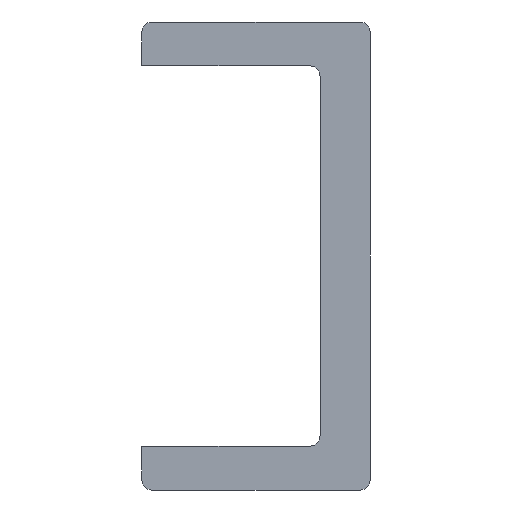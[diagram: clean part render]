
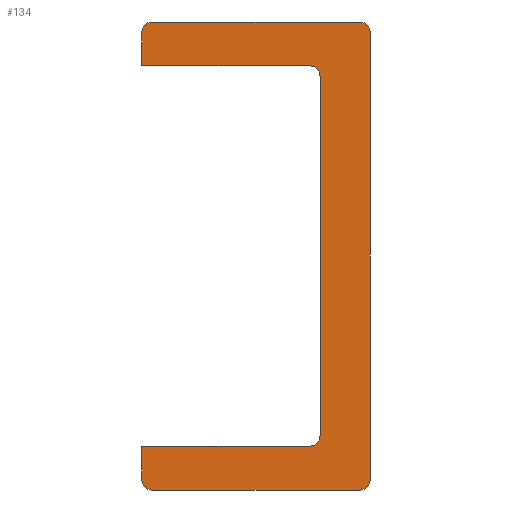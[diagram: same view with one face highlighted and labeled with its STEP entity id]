
A CAD part, front view. The second image highlights one B-rep face of the part: STEP entity #134.
In plain terms, the highlighted planar face has unit normal (0, -1, 0).
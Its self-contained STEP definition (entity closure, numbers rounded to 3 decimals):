
#134 = ADVANCED_FACE( '', ( #362 ), #363, .F. );
#362 = FACE_OUTER_BOUND( '', #725, .T. );
#363 = PLANE( '', #726 );
#725 = EDGE_LOOP( '', ( #1119, #1120, #1121, #1122, #1123, #1124, #1125, #1126, #1127, #1128, #1129, #1130, #1131, #1132 ) );
#726 = AXIS2_PLACEMENT_3D( '', #1133, #1134, #1135 );
#1119 = ORIENTED_EDGE( '', *, *, #1657, .F. );
#1120 = ORIENTED_EDGE( '', *, *, #1660, .T. );
#1121 = ORIENTED_EDGE( '', *, *, #1661, .F. );
#1122 = ORIENTED_EDGE( '', *, *, #1662, .T. );
#1123 = ORIENTED_EDGE( '', *, *, #1663, .F. );
#1124 = ORIENTED_EDGE( '', *, *, #1606, .F. );
#1125 = ORIENTED_EDGE( '', *, *, #1664, .F. );
#1126 = ORIENTED_EDGE( '', *, *, #1665, .F. );
#1127 = ORIENTED_EDGE( '', *, *, #1666, .F. );
#1128 = ORIENTED_EDGE( '', *, *, #1667, .F. );
#1129 = ORIENTED_EDGE( '', *, *, #1668, .F. );
#1130 = ORIENTED_EDGE( '', *, *, #1597, .T. );
#1131 = ORIENTED_EDGE( '', *, *, #1669, .F. );
#1132 = ORIENTED_EDGE( '', *, *, #1670, .T. );
#1133 = CARTESIAN_POINT( '', ( -10.5, 0., 21.5 ) );
#1134 = DIRECTION( '', ( 0., 1., 0. ) );
#1135 = DIRECTION( '', ( 0., 0., 1. ) );
#1597 = EDGE_CURVE( '', #1812, #1810, #1813, .F. );
#1606 = EDGE_CURVE( '', #1826, #1827, #1828, .T. );
#1657 = EDGE_CURVE( '', #1917, #1919, #1920, .T. );
#1660 = EDGE_CURVE( '', #1917, #1923, #1924, .F. );
#1661 = EDGE_CURVE( '', #1925, #1923, #1926, .T. );
#1662 = EDGE_CURVE( '', #1925, #1927, #1928, .F. );
#1663 = EDGE_CURVE( '', #1827, #1927, #1929, .T. );
#1664 = EDGE_CURVE( '', #1930, #1826, #1931, .T. );
#1665 = EDGE_CURVE( '', #1932, #1930, #1933, .T. );
#1666 = EDGE_CURVE( '', #1934, #1932, #1935, .T. );
#1667 = EDGE_CURVE( '', #1936, #1934, #1937, .T. );
#1668 = EDGE_CURVE( '', #1812, #1936, #1938, .T. );
#1669 = EDGE_CURVE( '', #1939, #1810, #1940, .T. );
#1670 = EDGE_CURVE( '', #1939, #1919, #1941, .F. );
#1810 = VERTEX_POINT( '', #2138 );
#1812 = VERTEX_POINT( '', #2141 );
#1813 = CIRCLE( '', #2142, 0.9 );
#1826 = VERTEX_POINT( '', #2156 );
#1827 = VERTEX_POINT( '', #2157 );
#1828 = LINE( '', #2158, #2159 );
#1917 = VERTEX_POINT( '', #2252 );
#1919 = VERTEX_POINT( '', #2255 );
#1920 = LINE( '', #2256, #2257 );
#1923 = VERTEX_POINT( '', #2261 );
#1924 = CIRCLE( '', #2262, 0.9 );
#1925 = VERTEX_POINT( '', #2263 );
#1926 = LINE( '', #2264, #2265 );
#1927 = VERTEX_POINT( '', #2266 );
#1928 = CIRCLE( '', #2267, 0.9 );
#1929 = LINE( '', #2268, #2269 );
#1930 = VERTEX_POINT( '', #2270 );
#1931 = CIRCLE( '', #2271, 1. );
#1932 = VERTEX_POINT( '', #2272 );
#1933 = LINE( '', #2273, #2274 );
#1934 = VERTEX_POINT( '', #2275 );
#1935 = CIRCLE( '', #2276, 1. );
#1936 = VERTEX_POINT( '', #2277 );
#1937 = LINE( '', #2278, #2279 );
#1938 = LINE( '', #2280, #2281 );
#1939 = VERTEX_POINT( '', #2282 );
#1940 = LINE( '', #2283, #2284 );
#1941 = CIRCLE( '', #2285, 0.9 );
#2138 = CARTESIAN_POINT( '', ( -9.6, 0., -21.5 ) );
#2141 = CARTESIAN_POINT( '', ( -10.5, 0., -20.6 ) );
#2142 = AXIS2_PLACEMENT_3D( '', #2496, #2497, #2498 );
#2156 = CARTESIAN_POINT( '', ( 4.9, 0., 17.5 ) );
#2157 = CARTESIAN_POINT( '', ( -10.5, 0., 17.5 ) );
#2158 = CARTESIAN_POINT( '', ( 4.9, 0., 17.5 ) );
#2159 = VECTOR( '', #2512, 1000. );
#2252 = CARTESIAN_POINT( '', ( 10.5, 0., 20.6 ) );
#2255 = CARTESIAN_POINT( '', ( 10.5, 0., -20.6 ) );
#2256 = CARTESIAN_POINT( '', ( 10.5, 0., 21.5 ) );
#2257 = VECTOR( '', #2623, 1000. );
#2261 = CARTESIAN_POINT( '', ( 9.6, 0., 21.5 ) );
#2262 = AXIS2_PLACEMENT_3D( '', #2625, #2626, #2627 );
#2263 = CARTESIAN_POINT( '', ( -9.6, 0., 21.5 ) );
#2264 = CARTESIAN_POINT( '', ( -10.5, 0., 21.5 ) );
#2265 = VECTOR( '', #2628, 1000. );
#2266 = CARTESIAN_POINT( '', ( -10.5, 0., 20.6 ) );
#2267 = AXIS2_PLACEMENT_3D( '', #2629, #2630, #2631 );
#2268 = CARTESIAN_POINT( '', ( -10.5, 0., -21.5 ) );
#2269 = VECTOR( '', #2632, 1000. );
#2270 = CARTESIAN_POINT( '', ( 5.9, 0., 16.5 ) );
#2271 = AXIS2_PLACEMENT_3D( '', #2633, #2634, #2635 );
#2272 = CARTESIAN_POINT( '', ( 5.9, 0., -16.5 ) );
#2273 = CARTESIAN_POINT( '', ( 5.9, 0., 16.5 ) );
#2274 = VECTOR( '', #2636, 1000. );
#2275 = CARTESIAN_POINT( '', ( 4.9, 0., -17.5 ) );
#2276 = AXIS2_PLACEMENT_3D( '', #2637, #2638, #2639 );
#2277 = CARTESIAN_POINT( '', ( -10.5, 0., -17.5 ) );
#2278 = CARTESIAN_POINT( '', ( 4.9, 0., -17.5 ) );
#2279 = VECTOR( '', #2640, 1000. );
#2280 = CARTESIAN_POINT( '', ( -10.5, 0., -21.5 ) );
#2281 = VECTOR( '', #2641, 1000. );
#2282 = CARTESIAN_POINT( '', ( 9.6, 0., -21.5 ) );
#2283 = CARTESIAN_POINT( '', ( 10.5, 0., -21.5 ) );
#2284 = VECTOR( '', #2642, 1000. );
#2285 = AXIS2_PLACEMENT_3D( '', #2643, #2644, #2645 );
#2496 = CARTESIAN_POINT( '', ( -9.6, 0., -20.6 ) );
#2497 = DIRECTION( '', ( 0., 1., 0. ) );
#2498 = DIRECTION( '', ( 0., 0., 1. ) );
#2512 = DIRECTION( '', ( -1., 0., 0. ) );
#2623 = DIRECTION( '', ( 0., 0., -1. ) );
#2625 = CARTESIAN_POINT( '', ( 9.6, 0., 20.6 ) );
#2626 = DIRECTION( '', ( 0., 1., 0. ) );
#2627 = DIRECTION( '', ( 0., 0., 1. ) );
#2628 = DIRECTION( '', ( 1., 0., 0. ) );
#2629 = CARTESIAN_POINT( '', ( -9.6, 0., 20.6 ) );
#2630 = DIRECTION( '', ( 0., 1., 0. ) );
#2631 = DIRECTION( '', ( 0., 0., 1. ) );
#2632 = DIRECTION( '', ( 0., 0., 1. ) );
#2633 = CARTESIAN_POINT( '', ( 4.9, 0., 16.5 ) );
#2634 = DIRECTION( '', ( 0., -1., 0. ) );
#2635 = DIRECTION( '', ( -1., 0., 0. ) );
#2636 = DIRECTION( '', ( 0., 0., 1. ) );
#2637 = CARTESIAN_POINT( '', ( 4.9, 0., -16.5 ) );
#2638 = DIRECTION( '', ( 0., -1., 0. ) );
#2639 = DIRECTION( '', ( -1., 0., 0. ) );
#2640 = DIRECTION( '', ( 1., 0., 0. ) );
#2641 = DIRECTION( '', ( 0., 0., 1. ) );
#2642 = DIRECTION( '', ( -1., 0., 0. ) );
#2643 = CARTESIAN_POINT( '', ( 9.6, 0., -20.6 ) );
#2644 = DIRECTION( '', ( 0., 1., 0. ) );
#2645 = DIRECTION( '', ( 0., 0., 1. ) );
